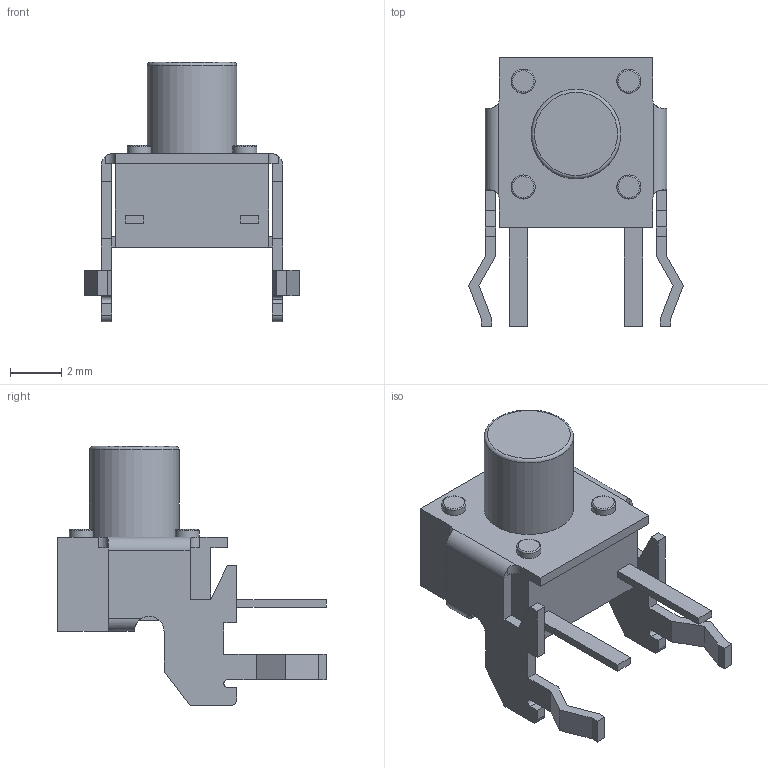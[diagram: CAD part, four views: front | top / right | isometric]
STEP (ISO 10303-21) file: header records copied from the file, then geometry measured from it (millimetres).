
FILE_DESCRIPTION(('HOOPS Exchange Step'),'2;1');
FILE_NAME('temp_export','2023-05-22T15:37:58-07:00',('30abd'),('Shapr3D Limited'),'HOOPS Exchange 2022.2','Shapr3D','Authorized');
FILE_SCHEMA( ('AUTOMOTIVE_DESIGN { 1 0 10303 214 1 1 1 1 }') );
Length unit declared in the file: millimetre
Products named in the file (2): c-1-1825027-4-h-3d.stp; root
Assembly tree (1 placements, depth 2):
  root
    c-1-1825027-4-h-3d.stp
Bounding box: 8.41 x 10.52 x 10.15 mm (x, y, z)
Volume: 186 mm3; surface area: 358.4 mm2
Topology: 1 solids, 1 shells, 109 faces, 314 edges, 210 vertices
Faces by surface type: plane 83, cylinder 21, torus 5
Full cylindrical faces by diameter (mm): 0.94 x4, 3.505 x1
Entity records: 3657 total; most frequent: CARTESIAN_POINT 686, ORIENTED_EDGE 628, DIRECTION 593, EDGE_CURVE 314, VECTOR 245, LINE 245, VERTEX_POINT 210, AXIS2_PLACEMENT_3D 174
